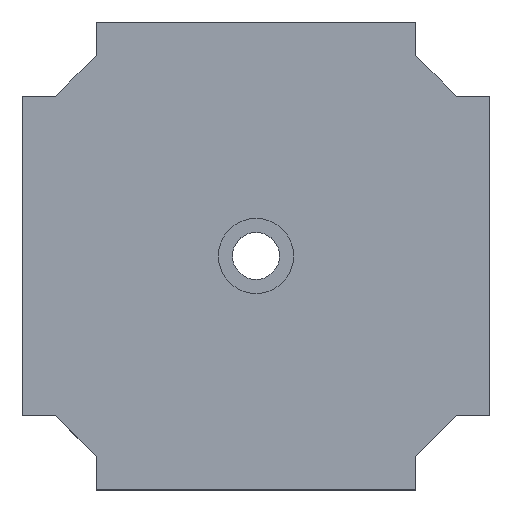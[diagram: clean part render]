
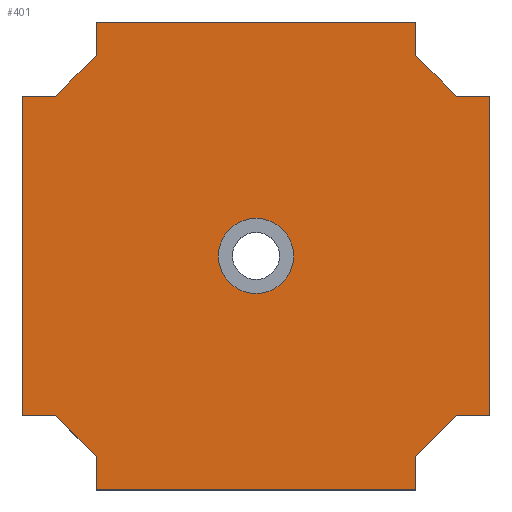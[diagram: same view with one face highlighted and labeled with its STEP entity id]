
A CAD part, top view. The second image highlights one B-rep face of the part: STEP entity #401.
In plain terms, the highlighted planar face has unit normal (0, 0, 1).
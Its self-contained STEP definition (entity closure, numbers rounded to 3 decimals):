
#16=FACE_BOUND('',#75,.T.);
#31=PLANE('',#446);
#52=FACE_OUTER_BOUND('',#74,.T.);
#74=EDGE_LOOP('',(#334,#335,#336,#337,#338,#339,#340,#341,#342,#343,#344,
#345,#346,#347,#348,#349));
#75=EDGE_LOOP('',(#350));
#86=LINE('',#575,#136);
#90=LINE('',#582,#140);
#93=LINE('',#588,#143);
#96=LINE('',#596,#146);
#99=LINE('',#602,#149);
#103=LINE('',#609,#153);
#106=LINE('',#617,#156);
#110=LINE('',#624,#160);
#113=LINE('',#630,#163);
#116=LINE('',#638,#166);
#119=LINE('',#644,#169);
#123=LINE('',#651,#173);
#124=LINE('',#653,#174);
#125=LINE('',#654,#175);
#126=LINE('',#655,#176);
#127=LINE('',#656,#177);
#136=VECTOR('',#474,10.);
#140=VECTOR('',#480,10.);
#143=VECTOR('',#485,10.);
#146=VECTOR('',#490,10.);
#149=VECTOR('',#495,10.);
#153=VECTOR('',#501,10.);
#156=VECTOR('',#506,10.);
#160=VECTOR('',#512,10.);
#163=VECTOR('',#517,10.);
#166=VECTOR('',#522,10.);
#169=VECTOR('',#527,10.);
#173=VECTOR('',#533,10.);
#174=VECTOR('',#536,10.);
#175=VECTOR('',#537,10.);
#176=VECTOR('',#538,10.);
#177=VECTOR('',#539,10.);
#182=CIRCLE('',#428,4.);
#186=VERTEX_POINT('',#556);
#192=VERTEX_POINT('',#572);
#193=VERTEX_POINT('',#574);
#195=VERTEX_POINT('',#580);
#197=VERTEX_POINT('',#586);
#200=VERTEX_POINT('',#593);
#201=VERTEX_POINT('',#595);
#203=VERTEX_POINT('',#601);
#205=VERTEX_POINT('',#607);
#208=VERTEX_POINT('',#614);
#209=VERTEX_POINT('',#616);
#211=VERTEX_POINT('',#622);
#213=VERTEX_POINT('',#628);
#216=VERTEX_POINT('',#635);
#217=VERTEX_POINT('',#637);
#219=VERTEX_POINT('',#643);
#221=VERTEX_POINT('',#649);
#222=EDGE_CURVE('',#186,#186,#182,.T.);
#230=EDGE_CURVE('',#192,#193,#86,.T.);
#234=EDGE_CURVE('',#195,#192,#90,.T.);
#237=EDGE_CURVE('',#197,#195,#93,.T.);
#240=EDGE_CURVE('',#201,#200,#96,.T.);
#243=EDGE_CURVE('',#203,#201,#99,.T.);
#247=EDGE_CURVE('',#200,#205,#103,.T.);
#250=EDGE_CURVE('',#209,#208,#106,.T.);
#254=EDGE_CURVE('',#208,#211,#110,.T.);
#257=EDGE_CURVE('',#211,#213,#113,.T.);
#260=EDGE_CURVE('',#217,#216,#116,.T.);
#263=EDGE_CURVE('',#219,#217,#119,.T.);
#267=EDGE_CURVE('',#216,#221,#123,.T.);
#268=EDGE_CURVE('',#221,#209,#124,.T.);
#269=EDGE_CURVE('',#213,#193,#125,.T.);
#270=EDGE_CURVE('',#203,#197,#126,.T.);
#271=EDGE_CURVE('',#205,#219,#127,.T.);
#334=ORIENTED_EDGE('',*,*,#268,.T.);
#335=ORIENTED_EDGE('',*,*,#250,.T.);
#336=ORIENTED_EDGE('',*,*,#254,.T.);
#337=ORIENTED_EDGE('',*,*,#257,.T.);
#338=ORIENTED_EDGE('',*,*,#269,.T.);
#339=ORIENTED_EDGE('',*,*,#230,.F.);
#340=ORIENTED_EDGE('',*,*,#234,.F.);
#341=ORIENTED_EDGE('',*,*,#237,.F.);
#342=ORIENTED_EDGE('',*,*,#270,.F.);
#343=ORIENTED_EDGE('',*,*,#243,.T.);
#344=ORIENTED_EDGE('',*,*,#240,.T.);
#345=ORIENTED_EDGE('',*,*,#247,.T.);
#346=ORIENTED_EDGE('',*,*,#271,.T.);
#347=ORIENTED_EDGE('',*,*,#263,.T.);
#348=ORIENTED_EDGE('',*,*,#260,.T.);
#349=ORIENTED_EDGE('',*,*,#267,.T.);
#350=ORIENTED_EDGE('',*,*,#222,.T.);
#401=ADVANCED_FACE('',(#52,#16),#31,.T.);
#428=AXIS2_PLACEMENT_3D('',#557,#456,#457);
#446=AXIS2_PLACEMENT_3D('',#652,#534,#535);
#456=DIRECTION('center_axis',(0.,0.,-1.));
#457=DIRECTION('ref_axis',(-1.,0.,0.));
#474=DIRECTION('',(-1.,0.,0.));
#480=DIRECTION('',(-0.707,0.707,0.));
#485=DIRECTION('',(0.,1.,0.));
#490=DIRECTION('',(0.707,0.707,0.));
#495=DIRECTION('',(0.,1.,0.));
#501=DIRECTION('',(1.,0.,0.));
#506=DIRECTION('',(0.,-1.,0.));
#512=DIRECTION('',(-0.707,-0.707,0.));
#517=DIRECTION('',(-1.,0.,0.));
#522=DIRECTION('',(-0.707,0.707,0.));
#527=DIRECTION('',(-1.,0.,0.));
#533=DIRECTION('',(0.,1.,0.));
#534=DIRECTION('center_axis',(0.,0.,1.));
#535=DIRECTION('ref_axis',(1.,0.,0.));
#536=DIRECTION('',(-1.,0.,0.));
#537=DIRECTION('',(0.,-1.,0.));
#538=DIRECTION('',(-1.,0.,0.));
#539=DIRECTION('',(0.,1.,0.));
#556=CARTESIAN_POINT('',(-16.93,20.93,18.));
#557=CARTESIAN_POINT('Origin',(-20.93,20.93,18.));
#572=CARTESIAN_POINT('',(-42.255,3.93,18.));
#574=CARTESIAN_POINT('',(-45.83,3.93,18.));
#575=CARTESIAN_POINT('',(-42.255,3.93,18.));
#580=CARTESIAN_POINT('',(-37.93,-0.395,18.));
#582=CARTESIAN_POINT('',(-37.93,-0.395,18.));
#586=CARTESIAN_POINT('',(-37.93,-3.97,18.));
#588=CARTESIAN_POINT('',(-37.93,-4.17,18.));
#593=CARTESIAN_POINT('',(0.395,3.93,18.));
#595=CARTESIAN_POINT('',(-3.971,-0.437,18.));
#596=CARTESIAN_POINT('',(-3.971,-0.437,18.));
#601=CARTESIAN_POINT('',(-3.971,-3.97,18.));
#602=CARTESIAN_POINT('',(-3.971,-4.17,18.));
#607=CARTESIAN_POINT('',(3.97,3.93,18.));
#609=CARTESIAN_POINT('',(0.395,3.93,18.));
#614=CARTESIAN_POINT('',(-37.93,42.255,18.));
#616=CARTESIAN_POINT('',(-37.93,45.83,18.));
#617=CARTESIAN_POINT('',(-37.93,46.03,18.));
#622=CARTESIAN_POINT('',(-42.255,37.93,18.));
#624=CARTESIAN_POINT('',(-37.93,42.255,18.));
#628=CARTESIAN_POINT('',(-45.83,37.93,18.));
#630=CARTESIAN_POINT('',(-42.255,37.93,18.));
#635=CARTESIAN_POINT('',(-3.93,42.255,18.));
#637=CARTESIAN_POINT('',(0.395,37.93,18.));
#638=CARTESIAN_POINT('',(0.395,37.93,18.));
#643=CARTESIAN_POINT('',(3.97,37.93,18.));
#644=CARTESIAN_POINT('',(4.17,37.93,18.));
#649=CARTESIAN_POINT('',(-3.93,45.83,18.));
#651=CARTESIAN_POINT('',(-3.93,42.255,18.));
#652=CARTESIAN_POINT('Origin',(-20.93,20.93,18.));
#653=CARTESIAN_POINT('',(-3.93,45.83,18.));
#654=CARTESIAN_POINT('',(-45.83,37.93,18.));
#655=CARTESIAN_POINT('',(-37.73,-3.97,18.));
#656=CARTESIAN_POINT('',(3.97,3.93,18.));
